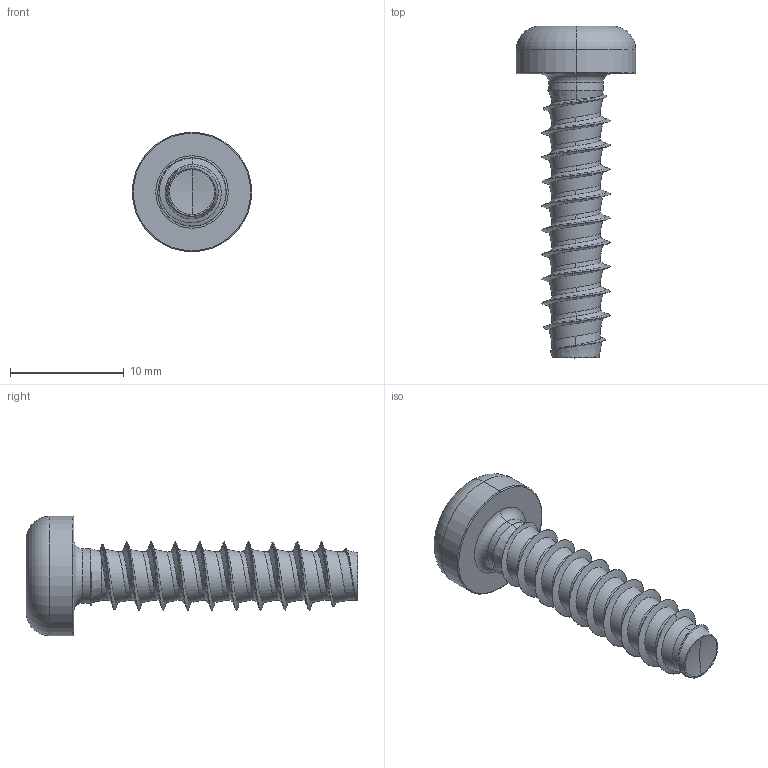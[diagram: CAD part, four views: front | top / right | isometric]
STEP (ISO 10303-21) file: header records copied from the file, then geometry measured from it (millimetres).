
FILE_DESCRIPTION (( 'STEP AP203' ), '1' );
FILE_NAME ('STP420600250.STEP', '2017-08-16T15:22:53', ( '' ), ( '' ), 'SwSTEP 2.0', 'SolidWorks 2015', '' );
FILE_SCHEMA (( 'CONFIG_CONTROL_DESIGN' ));
Length unit declared in the file: millimetre
Products named in the file (1): STP420600250
Bounding box: 10.5 x 29.19 x 10.5 mm (x, y, z)
Volume: 713.3 mm3; surface area: 872.9 mm2
Topology: 1 solids, 1 shells, 109 faces, 266 edges, 161 vertices
Faces by surface type: cylinder 48, bspline 35, torus 10, cone 9, sphere 4, plane 3
Entity records: 22967 total; most frequent: CARTESIAN_POINT 20705, ORIENTED_EDGE 532, DIRECTION 355, EDGE_CURVE 266, VERTEX_POINT 161, AXIS2_PLACEMENT_3D 147, B_SPLINE_CURVE_WITH_KNOTS 111, EDGE_LOOP 111
